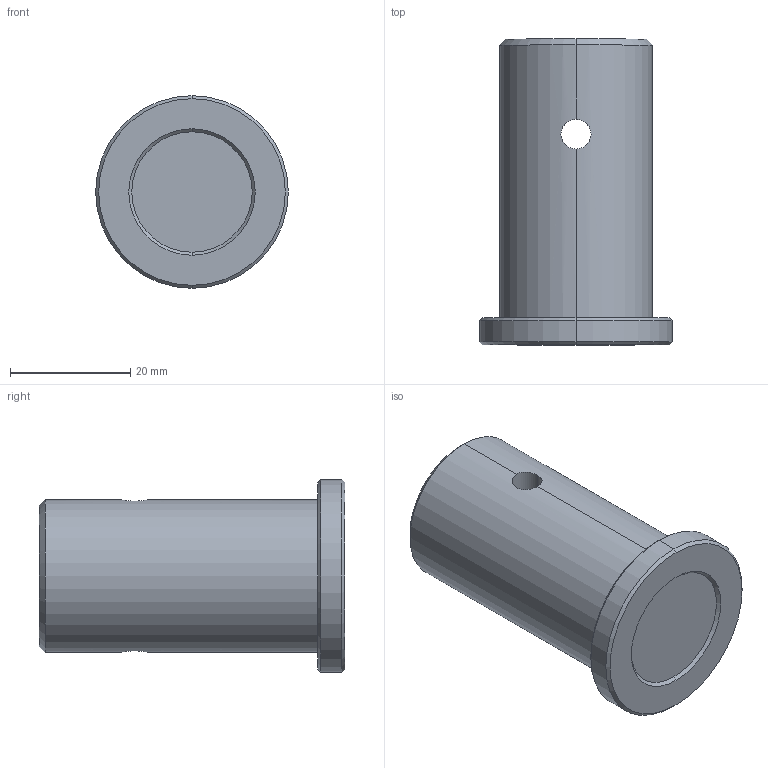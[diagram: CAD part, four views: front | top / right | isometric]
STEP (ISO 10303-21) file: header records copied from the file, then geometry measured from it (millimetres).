
FILE_DESCRIPTION (( 'STEP AP203' ), '1' );
FILE_NAME ('GCM-030623M 俋倛芞.STEP', '2019-05-30T06:45:01', ( 'china' ), ( 'china' ), 'SwSTEP 2.0', 'SolidWorks 2015', '' );
FILE_SCHEMA (( 'CONFIG_CONTROL_DESIGN' ));
Length unit declared in the file: millimetre
Products named in the file (1): GCM-030623M 俋倛芞
Bounding box: 32 x 50.8 x 32 mm (x, y, z)
Volume: 26068.3 mm3; surface area: 6214.6 mm2
Topology: 1 solids, 1 shells, 27 faces, 62 edges, 37 vertices
Faces by surface type: cone 12, cylinder 10, plane 5
Entity records: 935 total; most frequent: CARTESIAN_POINT 245, DIRECTION 136, ORIENTED_EDGE 120, EDGE_CURVE 60, AXIS2_PLACEMENT_3D 56, VERTEX_POINT 37, EDGE_LOOP 31, CIRCLE 28
